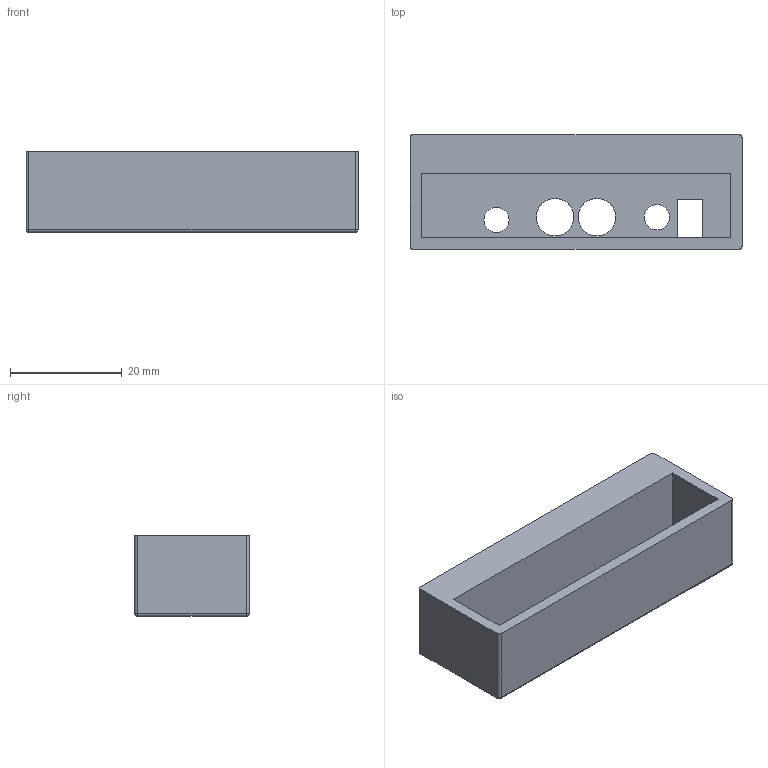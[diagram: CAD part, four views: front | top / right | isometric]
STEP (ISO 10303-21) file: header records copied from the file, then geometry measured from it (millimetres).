
FILE_DESCRIPTION(('HOOPS Exchange Step'),'2;1');
FILE_NAME('temp_export','2025-11-03T22:16:07+08:00',('fgd15'),('Shapr3D Limited'),'HOOPS Exchange 2025.5','Shapr3D','Authorized');
FILE_SCHEMA( ('AP242_MANAGED_MODEL_BASED_3D_ENGINEERING_MIM_LF {1 0 10303 442 1 1 4}') );
Length unit declared in the file: millimetre
Products named in the file (1): root
Bounding box: 59.5 x 20.5 x 14.5 mm (x, y, z)
Volume: 9283.8 mm3; surface area: 6646.2 mm2
Topology: 1 solids, 1 shells, 174 faces, 464 edges, 306 vertices
Faces by surface type: plane 108, bspline 49, cylinder 13, sphere 4
Full cylindrical faces by diameter (mm): 3.6 x1, 4.5 x1, 4.528 x1, 6.7 x2
Entity records: 6506 total; most frequent: CARTESIAN_POINT 2431, ORIENTED_EDGE 920, DIRECTION 652, EDGE_CURVE 460, VECTOR 326, LINE 326, VERTEX_POINT 306, EDGE_LOOP 202
